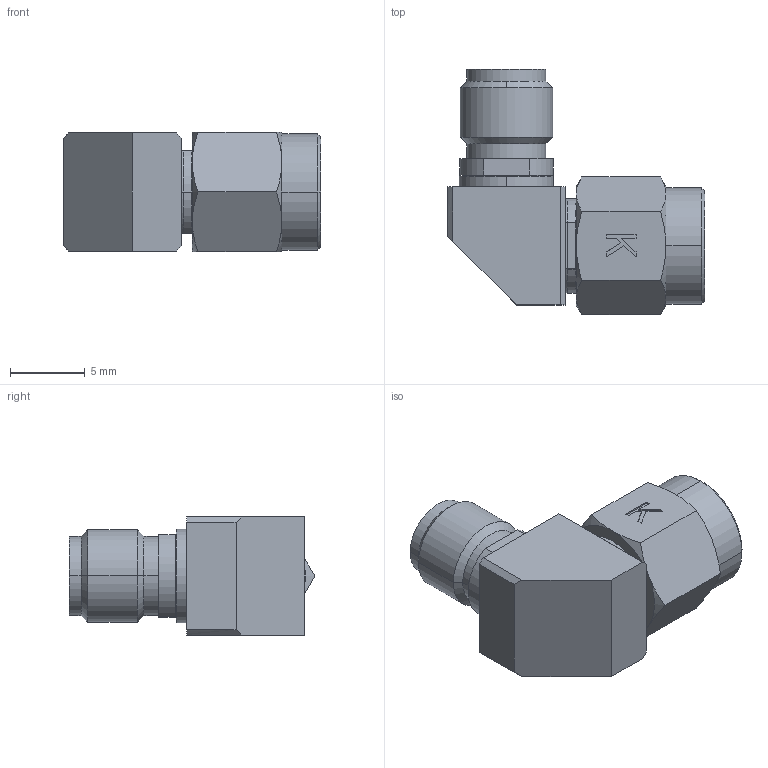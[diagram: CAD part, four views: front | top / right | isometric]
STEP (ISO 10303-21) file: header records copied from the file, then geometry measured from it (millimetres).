
FILE_DESCRIPTION (( 'STEP AP214' ), '1' );
FILE_NAME ('FMAD1564_3D.STEP', '2022-08-03T21:28:46', ( '' ), ( '' ), 'SwSTEP 2.0', 'SolidWorks 2021', '' );
FILE_SCHEMA (( 'AUTOMOTIVE_DESIGN' ));
Length unit declared in the file: millimetre
Products named in the file (4): Copy of ALS-K3K8-2--K3^FMAD1564; Copy of ALS-A8K3-18-4^FMAD1564; FMAD1564_3D; Copy of ALS-K3K8-3-TOP^FMAD1564
Assembly tree (3 placements, depth 2):
  FMAD1564_3D
    Copy of ALS-K3K8-3-TOP^FMAD1564
    Copy of ALS-A8K3-18-4^FMAD1564
    Copy of ALS-K3K8-2--K3^FMAD1564
Bounding box: 17.25 x 16.46 x 8 mm (x, y, z)
Volume: 1024.5 mm3; surface area: 1166.7 mm2
Topology: 3 solids, 3 shells, 159 faces, 360 edges, 220 vertices
Faces by surface type: cylinder 64, plane 50, cone 45
Entity records: 4612 total; most frequent: DIRECTION 824, CARTESIAN_POINT 823, ORIENTED_EDGE 720, EDGE_CURVE 360, AXIS2_PLACEMENT_3D 325, VERTEX_POINT 220, VECTOR 174, LINE 174
